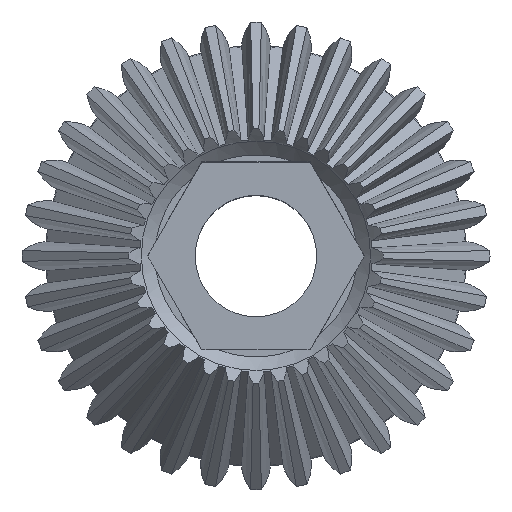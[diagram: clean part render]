
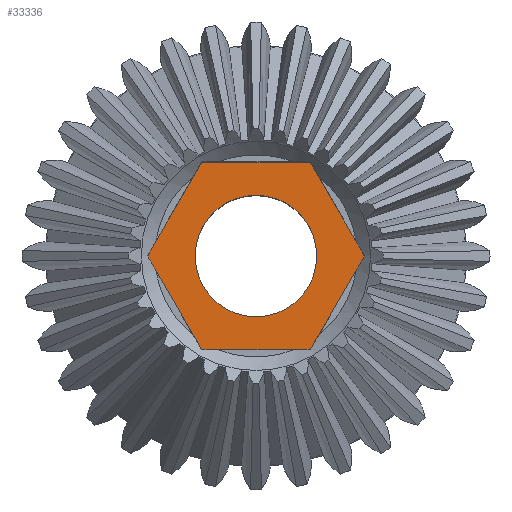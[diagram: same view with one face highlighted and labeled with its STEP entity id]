
A CAD part, top view. The second image highlights one B-rep face of the part: STEP entity #33336.
In plain terms, the highlighted planar face has unit normal (0, 0, 1).
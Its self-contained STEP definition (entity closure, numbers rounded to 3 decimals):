
#5706 = CYLINDRICAL_SURFACE('',#5707,4.2);
#5707 = AXIS2_PLACEMENT_3D('',#5708,#5709,#5710);
#5708 = CARTESIAN_POINT('',(0.,0.,-14.));
#5709 = DIRECTION('',(0.,0.,-1.));
#5710 = DIRECTION('',(1.,0.,0.));
#31722 = VERTEX_POINT('',#31723);
#31723 = CARTESIAN_POINT('',(4.2,0.,-0.363));
#31744 = EDGE_CURVE('',#31722,#31722,#31745,.T.);
#31745 = SURFACE_CURVE('',#31746,(#31751,#31758),.PCURVE_S1.);
#31746 = CIRCLE('',#31747,4.2);
#31747 = AXIS2_PLACEMENT_3D('',#31748,#31749,#31750);
#31748 = CARTESIAN_POINT('',(0.,0.,-0.363));
#31749 = DIRECTION('',(0.,0.,-1.));
#31750 = DIRECTION('',(1.,0.,0.));
#31751 = PCURVE('',#5706,#31752);
#31752 = DEFINITIONAL_REPRESENTATION('',(#31753),#31757);
#31753 = LINE('',#31754,#31755);
#31754 = CARTESIAN_POINT('',(0.,-13.637));
#31755 = VECTOR('',#31756,1.);
#31756 = DIRECTION('',(1.,0.));
#31757 = ( GEOMETRIC_REPRESENTATION_CONTEXT(2) 
PARAMETRIC_REPRESENTATION_CONTEXT() REPRESENTATION_CONTEXT('2D SPACE',''
  ) );
#31758 = PCURVE('',#31759,#31764);
#31759 = PLANE('',#31760);
#31760 = AXIS2_PLACEMENT_3D('',#31761,#31762,#31763);
#31761 = CARTESIAN_POINT('',(0.,0.,-0.363));
#31762 = DIRECTION('',(0.,0.,1.));
#31763 = DIRECTION('',(0.,1.,0.));
#31764 = DEFINITIONAL_REPRESENTATION('',(#31765),#31773);
#31765 = ( BOUNDED_CURVE() B_SPLINE_CURVE(2,(#31766,#31767,#31768,#31769
    ,#31770,#31771,#31772),.UNSPECIFIED.,.T.,.F.) 
B_SPLINE_CURVE_WITH_KNOTS((1,2,2,2,2,1),(-2.094,0.,
    2.094,4.189,6.283,8.378),
.UNSPECIFIED.) CURVE() GEOMETRIC_REPRESENTATION_ITEM() 
RATIONAL_B_SPLINE_CURVE((1.,0.5,1.,0.5,1.,0.5,1.)) REPRESENTATION_ITEM(
  '') );
#31766 = CARTESIAN_POINT('',(0.,-4.2));
#31767 = CARTESIAN_POINT('',(-7.275,-4.2));
#31768 = CARTESIAN_POINT('',(-3.637,2.1));
#31769 = CARTESIAN_POINT('',(0.,8.4));
#31770 = CARTESIAN_POINT('',(3.637,2.1));
#31771 = CARTESIAN_POINT('',(7.275,-4.2));
#31772 = CARTESIAN_POINT('',(0.,-4.2));
#31773 = ( GEOMETRIC_REPRESENTATION_CONTEXT(2) 
PARAMETRIC_REPRESENTATION_CONTEXT() REPRESENTATION_CONTEXT('2D SPACE',''
  ) );
#33336 = ADVANCED_FACE('',(#33337,#33507),#31759,.T.);
#33337 = FACE_BOUND('',#33338,.T.);
#33338 = EDGE_LOOP('',(#33339,#33369,#33397,#33425,#33453,#33481));
#33339 = ORIENTED_EDGE('',*,*,#33340,.T.);
#33340 = EDGE_CURVE('',#33341,#33343,#33345,.T.);
#33341 = VERTEX_POINT('',#33342);
#33342 = CARTESIAN_POINT('',(7.506,0.,-0.363));
#33343 = VERTEX_POINT('',#33344);
#33344 = CARTESIAN_POINT('',(3.753,6.5,-0.363));
#33345 = SURFACE_CURVE('',#33346,(#33350,#33357),.PCURVE_S1.);
#33346 = LINE('',#33347,#33348);
#33347 = CARTESIAN_POINT('',(7.506,0.,-0.363));
#33348 = VECTOR('',#33349,1.);
#33349 = DIRECTION('',(-0.5,0.866,0.));
#33350 = PCURVE('',#31759,#33351);
#33351 = DEFINITIONAL_REPRESENTATION('',(#33352),#33356);
#33352 = LINE('',#33353,#33354);
#33353 = CARTESIAN_POINT('',(0.,-7.506));
#33354 = VECTOR('',#33355,1.);
#33355 = DIRECTION('',(0.866,0.5));
#33356 = ( GEOMETRIC_REPRESENTATION_CONTEXT(2) 
PARAMETRIC_REPRESENTATION_CONTEXT() REPRESENTATION_CONTEXT('2D SPACE',''
  ) );
#33357 = PCURVE('',#33358,#33363);
#33358 = PLANE('',#33359);
#33359 = AXIS2_PLACEMENT_3D('',#33360,#33361,#33362);
#33360 = CARTESIAN_POINT('',(7.506,0.,12.637));
#33361 = DIRECTION('',(0.866,0.5,0.));
#33362 = DIRECTION('',(-0.5,0.866,0.));
#33363 = DEFINITIONAL_REPRESENTATION('',(#33364),#33368);
#33364 = LINE('',#33365,#33366);
#33365 = CARTESIAN_POINT('',(0.,-13.));
#33366 = VECTOR('',#33367,1.);
#33367 = DIRECTION('',(1.,0.));
#33368 = ( GEOMETRIC_REPRESENTATION_CONTEXT(2) 
PARAMETRIC_REPRESENTATION_CONTEXT() REPRESENTATION_CONTEXT('2D SPACE',''
  ) );
#33369 = ORIENTED_EDGE('',*,*,#33370,.T.);
#33370 = EDGE_CURVE('',#33343,#33371,#33373,.T.);
#33371 = VERTEX_POINT('',#33372);
#33372 = CARTESIAN_POINT('',(-3.753,6.5,-0.363));
#33373 = SURFACE_CURVE('',#33374,(#33378,#33385),.PCURVE_S1.);
#33374 = LINE('',#33375,#33376);
#33375 = CARTESIAN_POINT('',(3.753,6.5,-0.363));
#33376 = VECTOR('',#33377,1.);
#33377 = DIRECTION('',(-1.,0.,0.));
#33378 = PCURVE('',#31759,#33379);
#33379 = DEFINITIONAL_REPRESENTATION('',(#33380),#33384);
#33380 = LINE('',#33381,#33382);
#33381 = CARTESIAN_POINT('',(6.5,-3.753));
#33382 = VECTOR('',#33383,1.);
#33383 = DIRECTION('',(0.,1.));
#33384 = ( GEOMETRIC_REPRESENTATION_CONTEXT(2) 
PARAMETRIC_REPRESENTATION_CONTEXT() REPRESENTATION_CONTEXT('2D SPACE',''
  ) );
#33385 = PCURVE('',#33386,#33391);
#33386 = PLANE('',#33387);
#33387 = AXIS2_PLACEMENT_3D('',#33388,#33389,#33390);
#33388 = CARTESIAN_POINT('',(3.753,6.5,12.637));
#33389 = DIRECTION('',(0.,1.,0.));
#33390 = DIRECTION('',(-1.,0.,0.));
#33391 = DEFINITIONAL_REPRESENTATION('',(#33392),#33396);
#33392 = LINE('',#33393,#33394);
#33393 = CARTESIAN_POINT('',(0.,-13.));
#33394 = VECTOR('',#33395,1.);
#33395 = DIRECTION('',(1.,0.));
#33396 = ( GEOMETRIC_REPRESENTATION_CONTEXT(2) 
PARAMETRIC_REPRESENTATION_CONTEXT() REPRESENTATION_CONTEXT('2D SPACE',''
  ) );
#33397 = ORIENTED_EDGE('',*,*,#33398,.T.);
#33398 = EDGE_CURVE('',#33371,#33399,#33401,.T.);
#33399 = VERTEX_POINT('',#33400);
#33400 = CARTESIAN_POINT('',(-7.506,-0.,-0.363));
#33401 = SURFACE_CURVE('',#33402,(#33406,#33413),.PCURVE_S1.);
#33402 = LINE('',#33403,#33404);
#33403 = CARTESIAN_POINT('',(-3.753,6.5,-0.363));
#33404 = VECTOR('',#33405,1.);
#33405 = DIRECTION('',(-0.5,-0.866,0.));
#33406 = PCURVE('',#31759,#33407);
#33407 = DEFINITIONAL_REPRESENTATION('',(#33408),#33412);
#33408 = LINE('',#33409,#33410);
#33409 = CARTESIAN_POINT('',(6.5,3.753));
#33410 = VECTOR('',#33411,1.);
#33411 = DIRECTION('',(-0.866,0.5));
#33412 = ( GEOMETRIC_REPRESENTATION_CONTEXT(2) 
PARAMETRIC_REPRESENTATION_CONTEXT() REPRESENTATION_CONTEXT('2D SPACE',''
  ) );
#33413 = PCURVE('',#33414,#33419);
#33414 = PLANE('',#33415);
#33415 = AXIS2_PLACEMENT_3D('',#33416,#33417,#33418);
#33416 = CARTESIAN_POINT('',(-3.753,6.5,12.637));
#33417 = DIRECTION('',(-0.866,0.5,0.));
#33418 = DIRECTION('',(-0.5,-0.866,0.));
#33419 = DEFINITIONAL_REPRESENTATION('',(#33420),#33424);
#33420 = LINE('',#33421,#33422);
#33421 = CARTESIAN_POINT('',(0.,-13.));
#33422 = VECTOR('',#33423,1.);
#33423 = DIRECTION('',(1.,0.));
#33424 = ( GEOMETRIC_REPRESENTATION_CONTEXT(2) 
PARAMETRIC_REPRESENTATION_CONTEXT() REPRESENTATION_CONTEXT('2D SPACE',''
  ) );
#33425 = ORIENTED_EDGE('',*,*,#33426,.T.);
#33426 = EDGE_CURVE('',#33399,#33427,#33429,.T.);
#33427 = VERTEX_POINT('',#33428);
#33428 = CARTESIAN_POINT('',(-3.753,-6.5,-0.363));
#33429 = SURFACE_CURVE('',#33430,(#33434,#33441),.PCURVE_S1.);
#33430 = LINE('',#33431,#33432);
#33431 = CARTESIAN_POINT('',(-7.506,0.,-0.363));
#33432 = VECTOR('',#33433,1.);
#33433 = DIRECTION('',(0.5,-0.866,0.));
#33434 = PCURVE('',#31759,#33435);
#33435 = DEFINITIONAL_REPRESENTATION('',(#33436),#33440);
#33436 = LINE('',#33437,#33438);
#33437 = CARTESIAN_POINT('',(0.,7.506));
#33438 = VECTOR('',#33439,1.);
#33439 = DIRECTION('',(-0.866,-0.5));
#33440 = ( GEOMETRIC_REPRESENTATION_CONTEXT(2) 
PARAMETRIC_REPRESENTATION_CONTEXT() REPRESENTATION_CONTEXT('2D SPACE',''
  ) );
#33441 = PCURVE('',#33442,#33447);
#33442 = PLANE('',#33443);
#33443 = AXIS2_PLACEMENT_3D('',#33444,#33445,#33446);
#33444 = CARTESIAN_POINT('',(-7.506,0.,12.637));
#33445 = DIRECTION('',(-0.866,-0.5,0.));
#33446 = DIRECTION('',(0.5,-0.866,0.));
#33447 = DEFINITIONAL_REPRESENTATION('',(#33448),#33452);
#33448 = LINE('',#33449,#33450);
#33449 = CARTESIAN_POINT('',(0.,-13.));
#33450 = VECTOR('',#33451,1.);
#33451 = DIRECTION('',(1.,0.));
#33452 = ( GEOMETRIC_REPRESENTATION_CONTEXT(2) 
PARAMETRIC_REPRESENTATION_CONTEXT() REPRESENTATION_CONTEXT('2D SPACE',''
  ) );
#33453 = ORIENTED_EDGE('',*,*,#33454,.T.);
#33454 = EDGE_CURVE('',#33427,#33455,#33457,.T.);
#33455 = VERTEX_POINT('',#33456);
#33456 = CARTESIAN_POINT('',(3.753,-6.5,-0.363));
#33457 = SURFACE_CURVE('',#33458,(#33462,#33469),.PCURVE_S1.);
#33458 = LINE('',#33459,#33460);
#33459 = CARTESIAN_POINT('',(-3.753,-6.5,-0.363));
#33460 = VECTOR('',#33461,1.);
#33461 = DIRECTION('',(1.,0.,0.));
#33462 = PCURVE('',#31759,#33463);
#33463 = DEFINITIONAL_REPRESENTATION('',(#33464),#33468);
#33464 = LINE('',#33465,#33466);
#33465 = CARTESIAN_POINT('',(-6.5,3.753));
#33466 = VECTOR('',#33467,1.);
#33467 = DIRECTION('',(0.,-1.));
#33468 = ( GEOMETRIC_REPRESENTATION_CONTEXT(2) 
PARAMETRIC_REPRESENTATION_CONTEXT() REPRESENTATION_CONTEXT('2D SPACE',''
  ) );
#33469 = PCURVE('',#33470,#33475);
#33470 = PLANE('',#33471);
#33471 = AXIS2_PLACEMENT_3D('',#33472,#33473,#33474);
#33472 = CARTESIAN_POINT('',(-3.753,-6.5,12.637));
#33473 = DIRECTION('',(0.,-1.,0.));
#33474 = DIRECTION('',(1.,0.,0.));
#33475 = DEFINITIONAL_REPRESENTATION('',(#33476),#33480);
#33476 = LINE('',#33477,#33478);
#33477 = CARTESIAN_POINT('',(0.,-13.));
#33478 = VECTOR('',#33479,1.);
#33479 = DIRECTION('',(1.,0.));
#33480 = ( GEOMETRIC_REPRESENTATION_CONTEXT(2) 
PARAMETRIC_REPRESENTATION_CONTEXT() REPRESENTATION_CONTEXT('2D SPACE',''
  ) );
#33481 = ORIENTED_EDGE('',*,*,#33482,.T.);
#33482 = EDGE_CURVE('',#33455,#33341,#33483,.T.);
#33483 = SURFACE_CURVE('',#33484,(#33488,#33495),.PCURVE_S1.);
#33484 = LINE('',#33485,#33486);
#33485 = CARTESIAN_POINT('',(3.753,-6.5,-0.363));
#33486 = VECTOR('',#33487,1.);
#33487 = DIRECTION('',(0.5,0.866,0.));
#33488 = PCURVE('',#31759,#33489);
#33489 = DEFINITIONAL_REPRESENTATION('',(#33490),#33494);
#33490 = LINE('',#33491,#33492);
#33491 = CARTESIAN_POINT('',(-6.5,-3.753));
#33492 = VECTOR('',#33493,1.);
#33493 = DIRECTION('',(0.866,-0.5));
#33494 = ( GEOMETRIC_REPRESENTATION_CONTEXT(2) 
PARAMETRIC_REPRESENTATION_CONTEXT() REPRESENTATION_CONTEXT('2D SPACE',''
  ) );
#33495 = PCURVE('',#33496,#33501);
#33496 = PLANE('',#33497);
#33497 = AXIS2_PLACEMENT_3D('',#33498,#33499,#33500);
#33498 = CARTESIAN_POINT('',(3.753,-6.5,12.637));
#33499 = DIRECTION('',(0.866,-0.5,0.));
#33500 = DIRECTION('',(0.5,0.866,0.));
#33501 = DEFINITIONAL_REPRESENTATION('',(#33502),#33506);
#33502 = LINE('',#33503,#33504);
#33503 = CARTESIAN_POINT('',(0.,-13.));
#33504 = VECTOR('',#33505,1.);
#33505 = DIRECTION('',(1.,0.));
#33506 = ( GEOMETRIC_REPRESENTATION_CONTEXT(2) 
PARAMETRIC_REPRESENTATION_CONTEXT() REPRESENTATION_CONTEXT('2D SPACE',''
  ) );
#33507 = FACE_BOUND('',#33508,.T.);
#33508 = EDGE_LOOP('',(#33509));
#33509 = ORIENTED_EDGE('',*,*,#31744,.T.);
